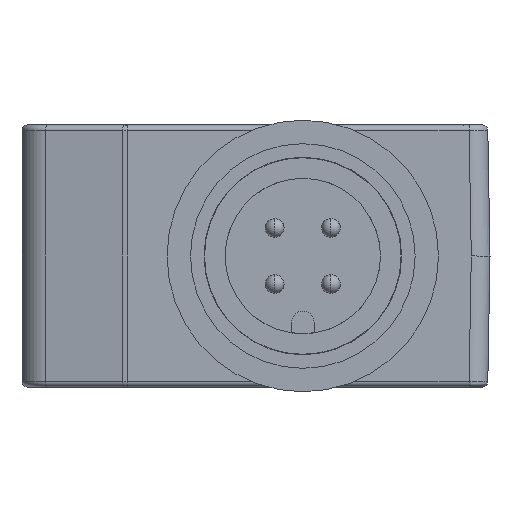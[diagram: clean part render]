
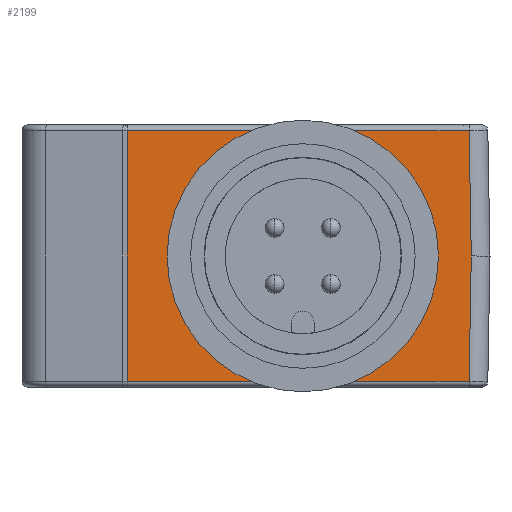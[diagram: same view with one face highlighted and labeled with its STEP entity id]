
A CAD part, front view. The second image highlights one B-rep face of the part: STEP entity #2199.
In plain terms, the highlighted planar face has unit normal (0, -1, 0).
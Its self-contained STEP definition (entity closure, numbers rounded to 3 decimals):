
#531 = AXIS2_PLACEMENT_3D ( 'NONE', #2153, #9406, #3193 ) ;
#543 = CARTESIAN_POINT ( 'NONE',  ( -1.839, -21., 0. ) ) ;
#681 = AXIS2_PLACEMENT_3D ( 'NONE', #5275, #12542, #6338 ) ;
#1023 = CIRCLE ( 'NONE', #681, 4.339 ) ;
#1156 = VERTEX_POINT ( 'NONE', #12792 ) ;
#1315 = DIRECTION ( 'NONE',  ( -1., 0., 0. ) ) ;
#1614 = PLANE ( 'NONE',  #6552 ) ;
#1672 = EDGE_CURVE ( 'NONE', #8084, #1866, #4629, .T. ) ;
#1866 = VERTEX_POINT ( 'NONE', #10929 ) ;
#1951 = EDGE_CURVE ( 'NONE', #1156, #6727, #9647, .T. ) ;
#2153 = CARTESIAN_POINT ( 'NONE',  ( 2.5, -21., 0. ) ) ;
#2176 = LINE ( 'NONE', #9798, #4630 ) ;
#2199 = ADVANCED_FACE ( 'NONE', ( #6740, #12253 ), #1614, .F. ) ;
#2372 = DIRECTION ( 'NONE',  ( -0.017, 0., 1. ) ) ;
#2746 = VERTEX_POINT ( 'NONE', #5990 ) ;
#2784 = VERTEX_POINT ( 'NONE', #9130 ) ;
#3193 = DIRECTION ( 'NONE',  ( -1., 0., 0. ) ) ;
#3254 = CARTESIAN_POINT ( 'NONE',  ( 11.622, -21., 7.015 ) ) ;
#3623 = DIRECTION ( 'NONE',  ( 1., 0., 0. ) ) ;
#3824 = EDGE_CURVE ( 'NONE', #2784, #8084, #12705, .T. ) ;
#4391 = VECTOR ( 'NONE', #7404, 1000. ) ;
#4629 = LINE ( 'NONE', #7550, #12591 ) ;
#4630 = VECTOR ( 'NONE', #3623, 1000. ) ;
#4663 = DIRECTION ( 'NONE',  ( 0., 0., -1. ) ) ;
#5232 = ORIENTED_EDGE ( 'NONE', *, *, #1951, .T. ) ;
#5275 = CARTESIAN_POINT ( 'NONE',  ( 2.5, -21., 0. ) ) ;
#5990 = CARTESIAN_POINT ( 'NONE',  ( -6.885, -21., -6.7 ) ) ;
#6338 = DIRECTION ( 'NONE',  ( -1., 0., 0. ) ) ;
#6486 = ORIENTED_EDGE ( 'NONE', *, *, #6721, .T. ) ;
#6552 = AXIS2_PLACEMENT_3D ( 'NONE', #6804, #13018, #8872 ) ;
#6585 = CARTESIAN_POINT ( 'NONE',  ( -6.885, -21., 6.7 ) ) ;
#6721 = EDGE_CURVE ( 'NONE', #2746, #2784, #2176, .T. ) ;
#6727 = VERTEX_POINT ( 'NONE', #543 ) ;
#6740 = FACE_BOUND ( 'NONE', #6841, .T. ) ;
#6804 = CARTESIAN_POINT ( 'NONE',  ( 12.5, -21., 7. ) ) ;
#6841 = EDGE_LOOP ( 'NONE', ( #7466, #5232 ) ) ;
#7162 = VERTEX_POINT ( 'NONE', #6585 ) ;
#7380 = LINE ( 'NONE', #8590, #9806 ) ;
#7404 = DIRECTION ( 'NONE',  ( 0.017, 0., 1. ) ) ;
#7466 = ORIENTED_EDGE ( 'NONE', *, *, #12431, .T. ) ;
#7550 = CARTESIAN_POINT ( 'NONE',  ( 11.378, -21., 6.98 ) ) ;
#7911 = ORIENTED_EDGE ( 'NONE', *, *, #3824, .T. ) ;
#8084 = VERTEX_POINT ( 'NONE', #13378 ) ;
#8590 = CARTESIAN_POINT ( 'NONE',  ( -6.885, -21., 6.7 ) ) ;
#8872 = DIRECTION ( 'NONE',  ( -1., 0., 0. ) ) ;
#8950 = ORIENTED_EDGE ( 'NONE', *, *, #12563, .T. ) ;
#9130 = CARTESIAN_POINT ( 'NONE',  ( 11.383, -21., -6.7 ) ) ;
#9406 = DIRECTION ( 'NONE',  ( 0., 1., 0. ) ) ;
#9549 = EDGE_CURVE ( 'NONE', #7162, #2746, #13048, .T. ) ;
#9647 = CIRCLE ( 'NONE', #531, 4.339 ) ;
#9744 = ORIENTED_EDGE ( 'NONE', *, *, #1672, .T. ) ;
#9798 = CARTESIAN_POINT ( 'NONE',  ( 12.5, -21., -6.7 ) ) ;
#9806 = VECTOR ( 'NONE', #1315, 1000. ) ;
#10262 = VECTOR ( 'NONE', #4663, 1000. ) ;
#10746 = EDGE_LOOP ( 'NONE', ( #12285, #6486, #7911, #9744, #8950 ) ) ;
#10929 = CARTESIAN_POINT ( 'NONE',  ( 11.383, -21., 6.7 ) ) ;
#11929 = CARTESIAN_POINT ( 'NONE',  ( -6.885, -21., 7. ) ) ;
#12253 = FACE_OUTER_BOUND ( 'NONE', #10746, .T. ) ;
#12285 = ORIENTED_EDGE ( 'NONE', *, *, #9549, .T. ) ;
#12431 = EDGE_CURVE ( 'NONE', #6727, #1156, #1023, .T. ) ;
#12542 = DIRECTION ( 'NONE',  ( 0., 1., 0. ) ) ;
#12563 = EDGE_CURVE ( 'NONE', #1866, #7162, #7380, .T. ) ;
#12591 = VECTOR ( 'NONE', #2372, 1000. ) ;
#12705 = LINE ( 'NONE', #3254, #4391 ) ;
#12792 = CARTESIAN_POINT ( 'NONE',  ( 6.839, -21., 0. ) ) ;
#13018 = DIRECTION ( 'NONE',  ( 0., 1., 0. ) ) ;
#13048 = LINE ( 'NONE', #11929, #10262 ) ;
#13378 = CARTESIAN_POINT ( 'NONE',  ( 11.5, -21., 0. ) ) ;
